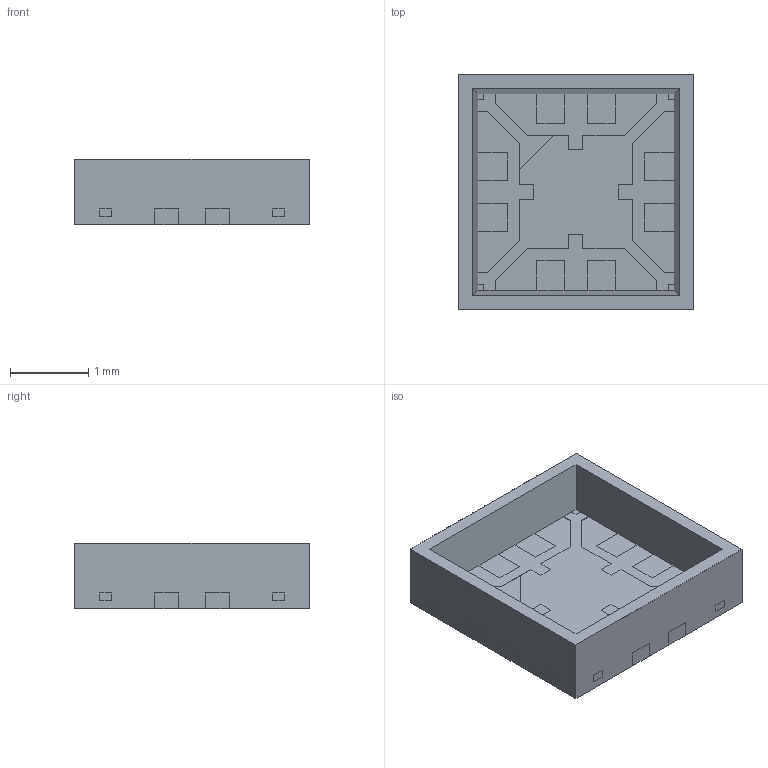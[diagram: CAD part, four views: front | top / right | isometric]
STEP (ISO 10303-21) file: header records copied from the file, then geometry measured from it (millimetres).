
FILE_DESCRIPTION (( 'STEP AP214' ), '1' );
FILE_NAME ('3X3_8_.65.STEP', '2013-08-10T00:12:43', ( 'sw2011vm-Admin' ), ( '' ), 'SwSTEP 2.0', 'SolidWorks 2012', '' );
FILE_SCHEMA (( 'AUTOMOTIVE_DESIGN' ));
Length unit declared in the file: millimetre
Products named in the file (3): 3X3_8_.65_METAL_A; 3X3_8_.65_MOLD_A; 3X3_8_.65
Assembly tree (2 placements, depth 2):
  3X3_8_.65
    3X3_8_.65_MOLD_A
    3X3_8_.65_METAL_A
Bounding box: 3 x 3 x 0.84 mm (x, y, z)
Volume: 3.3 mm3; surface area: 49.1 mm2
Topology: 11 solids, 11 shells, 378 faces, 1074 edges, 694 vertices
Faces by surface type: plane 378
Entity records: 12189 total; most frequent: CARTESIAN_POINT 2151, ORIENTED_EDGE 2148, DIRECTION 1840, EDGE_CURVE 1074, VECTOR 1074, LINE 1074, VERTEX_POINT 694, EDGE_LOOP 388
